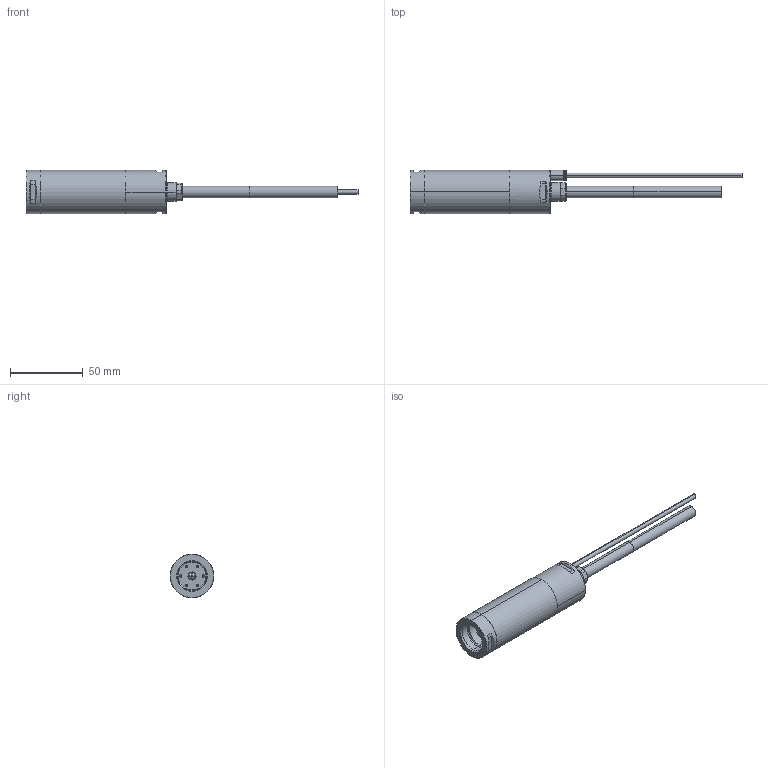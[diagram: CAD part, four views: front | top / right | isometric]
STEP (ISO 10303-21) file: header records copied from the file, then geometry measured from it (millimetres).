
FILE_DESCRIPTION (( 'STEP AP214' ), '1' );
FILE_NAME ('EM-3030T.STEP', '2016-03-02T10:40:12', ( '株式会社ナカニシ' ), ( 'Microsoft' ), 'SwSTEP 2.0', 'SolidWorks 2013', '' );
FILE_SCHEMA (( 'AUTOMOTIVE_DESIGN' ));
Length unit declared in the file: millimetre
Products named in the file (1): EM-3030T
Bounding box: 228.7 x 30 x 30 mm (x, y, z)
Volume: 22387 mm3; surface area: 28255.5 mm2
Topology: 9 solids, 9 shells, 283 faces, 636 edges, 393 vertices
Faces by surface type: plane 108, cylinder 99, cone 68, bspline 8
Entity records: 11307 total; most frequent: CARTESIAN_POINT 1695, DIRECTION 1406, ORIENTED_EDGE 1268, EDGE_CURVE 634, AXIS2_PLACEMENT_3D 568, VERTEX_POINT 393, EDGE_LOOP 333, UNCERTAINTY_MEASURE_WITH_UNIT 294
